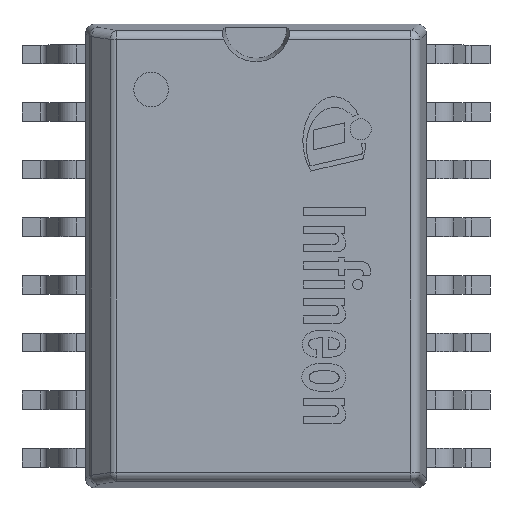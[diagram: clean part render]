
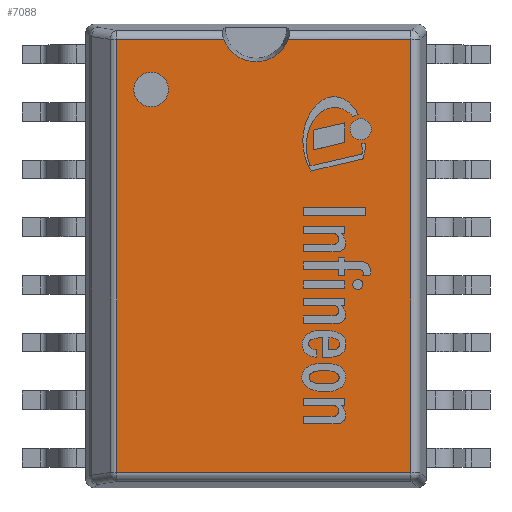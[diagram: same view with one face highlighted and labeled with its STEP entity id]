
A CAD part, top view. The second image highlights one B-rep face of the part: STEP entity #7088.
In plain terms, the highlighted planar face has unit normal (0, 0, 1).
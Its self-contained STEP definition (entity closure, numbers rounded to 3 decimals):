
#154=LINE('',#10192,#952);
#159=LINE('',#10209,#957);
#165=LINE('',#10239,#963);
#167=LINE('',#10261,#965);
#170=LINE('',#10266,#968);
#952=VECTOR('',#8163,1.);
#957=VECTOR('',#8182,1.);
#963=VECTOR('',#8218,1.);
#965=VECTOR('',#8230,1.);
#968=VECTOR('',#8237,1.);
#1782=PLANE('',#7580);
#2073=FACE_BOUND('',#2538,.T.);
#2107=FACE_OUTER_BOUND('',#2537,.T.);
#2537=EDGE_LOOP('',(#4971,#4972,#4973,#4974,#4975,#4976));
#2538=EDGE_LOOP('',(#4977));
#2949=CIRCLE('',#7528,0.38);
#2969=CIRCLE('',#7577,0.76);
#3137=VERTEX_POINT('',#10163);
#3139=VERTEX_POINT('',#10168);
#3144=VERTEX_POINT('',#10181);
#3146=VERTEX_POINT('',#10196);
#3157=VERTEX_POINT('',#10229);
#3159=VERTEX_POINT('',#10241);
#3162=VERTEX_POINT('',#10248);
#3827=EDGE_CURVE('',#3137,#3137,#2949,.T.);
#3835=EDGE_CURVE('',#3144,#3139,#154,.T.);
#3844=EDGE_CURVE('',#3139,#3146,#159,.T.);
#3859=EDGE_CURVE('',#3146,#3157,#165,.T.);
#3865=EDGE_CURVE('',#3159,#3162,#167,.T.);
#3868=EDGE_CURVE('',#3157,#3159,#170,.T.);
#3881=EDGE_CURVE('',#3144,#3162,#2969,.T.);
#4971=ORIENTED_EDGE('',*,*,#3835,.F.);
#4972=ORIENTED_EDGE('',*,*,#3881,.T.);
#4973=ORIENTED_EDGE('',*,*,#3865,.F.);
#4974=ORIENTED_EDGE('',*,*,#3868,.F.);
#4975=ORIENTED_EDGE('',*,*,#3859,.F.);
#4976=ORIENTED_EDGE('',*,*,#3844,.F.);
#4977=ORIENTED_EDGE('',*,*,#3827,.T.);
#7088=ADVANCED_FACE('',(#2107,#2073),#1782,.T.);
#7528=AXIS2_PLACEMENT_3D('',#10164,#8143,#8144);
#7577=AXIS2_PLACEMENT_3D('',#10291,#8267,#8268);
#7580=AXIS2_PLACEMENT_3D('',#10296,#8275,#8276);
#8143=DIRECTION('center_axis',(0.,0.,-1.));
#8144=DIRECTION('ref_axis',(0.,1.,0.));
#8163=DIRECTION('',(1.,0.,0.));
#8182=DIRECTION('',(0.,-1.,0.));
#8218=DIRECTION('',(-1.,0.,0.));
#8230=DIRECTION('',(1.,0.,0.));
#8237=DIRECTION('',(0.,1.,0.));
#8267=DIRECTION('center_axis',(0.,0.,-1.));
#8268=DIRECTION('ref_axis',(0.,1.,0.));
#8275=DIRECTION('center_axis',(0.,0.,1.));
#8276=DIRECTION('ref_axis',(0.,-1.,0.));
#10163=CARTESIAN_POINT('',(-2.311,3.286,2.64));
#10164=CARTESIAN_POINT('Origin',(-2.311,3.666,2.64));
#10168=CARTESIAN_POINT('',(3.414,4.769,2.64));
#10181=CARTESIAN_POINT('',(0.711,4.769,2.64));
#10192=CARTESIAN_POINT('',(-1.875,4.769,2.64));
#10196=CARTESIAN_POINT('',(3.414,-4.769,2.64));
#10209=CARTESIAN_POINT('',(3.414,2.553,2.64));
#10229=CARTESIAN_POINT('',(-3.072,-4.769,2.64));
#10239=CARTESIAN_POINT('',(1.875,-4.769,2.64));
#10241=CARTESIAN_POINT('',(-3.072,4.769,2.64));
#10248=CARTESIAN_POINT('',(-0.711,4.769,2.64));
#10261=CARTESIAN_POINT('',(-1.875,4.769,2.64));
#10266=CARTESIAN_POINT('',(-3.072,6.364,2.64));
#10291=CARTESIAN_POINT('Origin',(0.,5.036,2.64));
#10296=CARTESIAN_POINT('Origin',(0.,0.,2.64));
